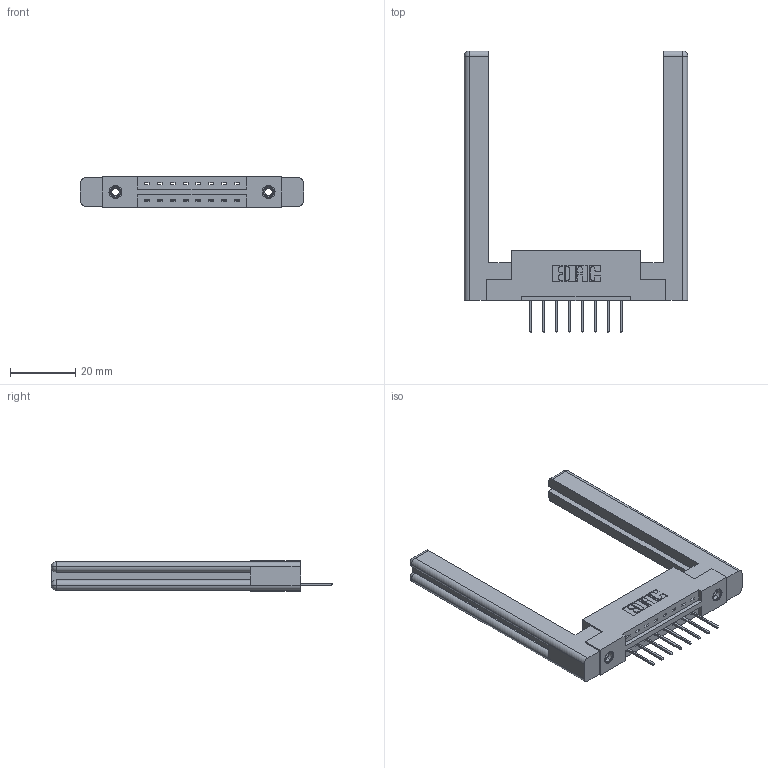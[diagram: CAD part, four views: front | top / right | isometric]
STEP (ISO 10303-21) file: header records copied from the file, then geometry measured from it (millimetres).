
FILE_DESCRIPTION (( 'STEP AP203' ), '1' );
FILE_NAME ('337-008-523-158.STEP', '2019-09-27T18:49:42', ( '' ), ( '' ), 'SwSTEP 2.0', 'SolidWorks 2016', '' );
FILE_SCHEMA (( 'CONFIG_CONTROL_DESIGN' ));
Length unit declared in the file: inch
Products named in the file (5): 345-250-001_345-250-001-102; 307-220-058; 345-292-001_345-293-123; 337-008-523-158; 337 Part_Flush Mounting Lugs - 0.156 Dia-TI
Assembly tree (13 placements, depth 2):
  337-008-523-158
    337 Part_Flush Mounting Lugs - 0.156 Dia-TI
    345-292-001_345-293-123  x8
    345-250-001_345-250-001-102  x2
    307-220-058  x2
Bounding box: 68.33 x 86.24 x 9.4 mm (x, y, z)
Volume: 13834.9 mm3; surface area: 11926.7 mm2
Topology: 13 solids, 13 shells, 752 faces, 2169 edges, 1422 vertices
Faces by surface type: plane 522, cylinder 206, cone 12, torus 12
Entity records: 12996 total; most frequent: CARTESIAN_POINT 2261, ORIENTED_EDGE 2144, DIRECTION 1992, EDGE_CURVE 1072, VECTOR 896, LINE 896, VERTEX_POINT 706, AXIS2_PLACEMENT_3D 548
